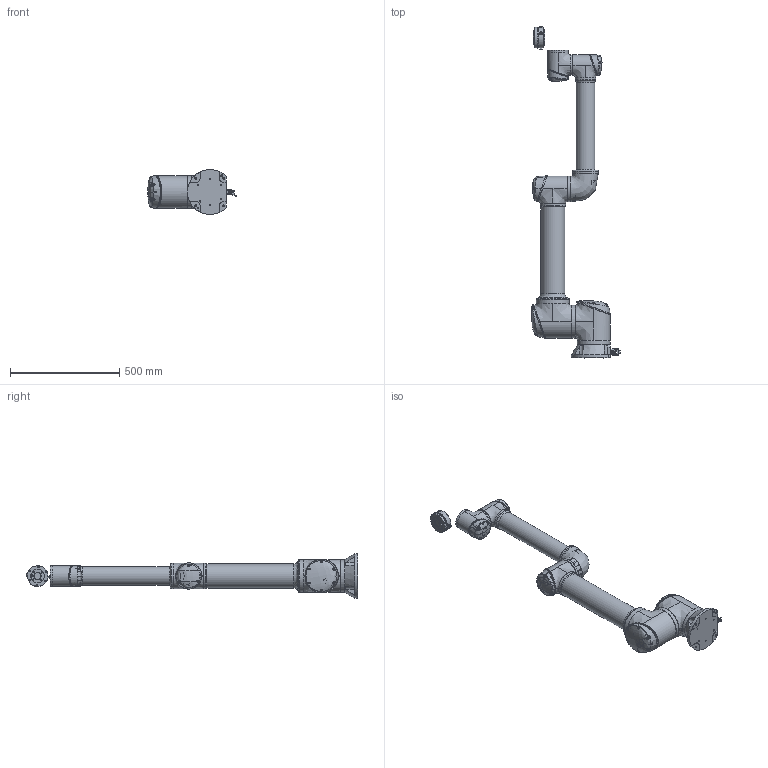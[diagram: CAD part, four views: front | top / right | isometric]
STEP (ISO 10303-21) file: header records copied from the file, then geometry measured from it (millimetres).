
FILE_DESCRIPTION (( 'STEP AP214' ), '1' );
FILE_NAME ('GCR12-1300.STEP', '2023-09-07T08:35:20', ( 'Windows User' ), ( 'P R C' ), 'SwSTEP 2.0', 'SolidWorks 2017', '' );
FILE_SCHEMA (( 'AUTOMOTIVE_DESIGN' ));
Length unit declared in the file: millimetre
Products named in the file (8): GCR12-1300; GCR12-J5; GCR12-J4; GCR12-J2_1-1; GCR12-J1; GCR12_J6; GCR12-價釱; GCR12-J3
Assembly tree (7 placements, depth 2):
  GCR12-1300
    GCR12-價釱
    GCR12_J6
    GCR12-J1
    GCR12-J2_1-1
    GCR12-J3
    GCR12-J4
    GCR12-J5
Bounding box: 404.79 x 1518.14 x 205 mm (x, y, z)
Surface area: 1278746.5 mm2 (no closed solid volume)
Topology: 0 solids, 35 shells, 3528 faces, 9226 edges, 5846 vertices
Faces by surface type: bspline 1698, plane 980, cylinder 715, cone 97, torus 38
Full cylindrical faces by diameter (mm): 0.7 x1, 0.981 x1, 3 x25, 3.2 x2, 3.4 x6, 3.5 x6, 4 x15, 4.8 x2, 5 x4, 5.5 x6, 6 x10, 6.8 x2, 8.291 x4, 8.9 x2, 9 x4, 11 x3, 12 x4, 14 x1, 16 x2, 18 x4, 31.5 x1, 63 x1, 74 x1, 76 x1, 83 x1, 85 x1, 86 x1, 90 x1, 90.616 x1, 91 x1
Entity records: 417299 total; most frequent: CARTESIAN_POINT 298243, ORIENTED_EDGE 19488, DIRECTION 9806, EDGE_CURVE 9745, VERTEX_POINT 6305, B_SPLINE_CURVE_WITH_KNOTS 5199, EDGE_LOOP 4389, FACE_OUTER_BOUND 4116
